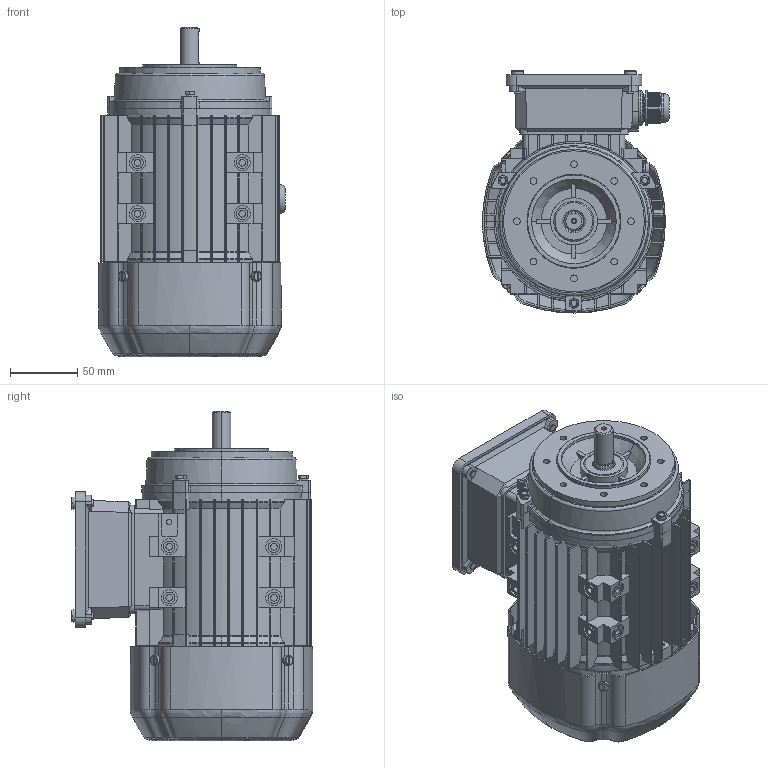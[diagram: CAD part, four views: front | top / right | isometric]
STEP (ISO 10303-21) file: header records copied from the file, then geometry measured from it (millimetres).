
FILE_DESCRIPTION(/* description */ (''),/* implementation_level */ '2;1');
FILE_NAME(/* name */ 'JL-71-B14A.stp',/* time_stamp */ '2018-05-12T11:03:14+08:00',/* author */ (''),/* organization */ (''),/* preprocessor_version */ 'ST-DEVELOPER v16',/* originating_system */ 'SIEMENS PLM Software NX 10.0',/* authorisation */ '');
FILE_SCHEMA (('CONFIG_CONTROL_DESIGN'));
Products named in the file (1): JL-71-B14A
Bounding box: 139.1 x 180 x 245.5 mm (x, y, z)
Volume: 606070.1 mm3; surface area: 474793.4 mm2
Topology: 42 solids, 42 shells, 3394 faces, 9360 edges, 6141 vertices
Faces by surface type: plane 1730, cylinder 1109, torus 239, cone 165, bspline 151
Full cylindrical faces by diameter (mm): 3.2 x4, 3.5 x6, 3.545 x10, 4 x10, 4.48 x5, 4.8 x1, 4.9 x6, 5 x18, 5.3 x1, 5.8 x14, 8 x1, 10 x1, 13.75 x1, 15 x3, 16.25 x3, 18.75 x9, 19.375 x6, 20 x17, 20.625 x6, 21.25 x6, 21.562 x1, 25.6 x1, 26.562 x1, 30 x3
Entity records: 157987 total; most frequent: CARTESIAN_POINT 74276, ORIENTED_EDGE 18022, DIRECTION 16542, EDGE_CURVE 9011, VERTEX_POINT 5994, AXIS2_PLACEMENT_3D 5944, LINE 4654, VECTOR 4654
